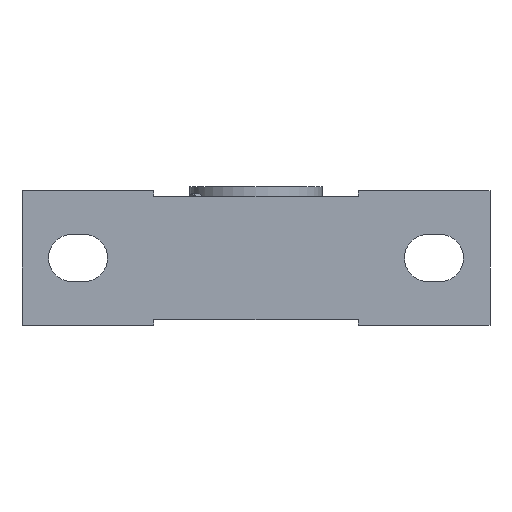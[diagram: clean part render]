
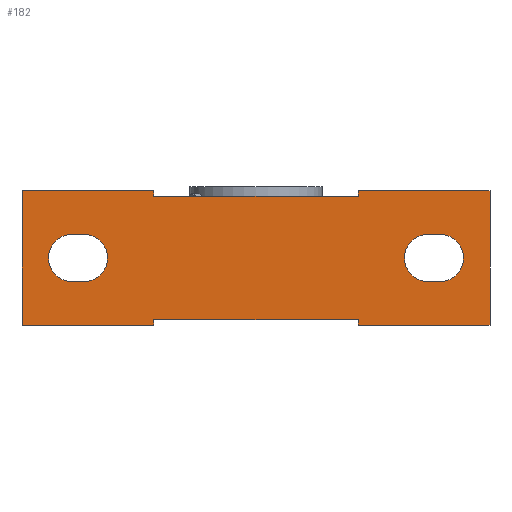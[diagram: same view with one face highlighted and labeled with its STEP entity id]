
A CAD part, front view. The second image highlights one B-rep face of the part: STEP entity #182.
In plain terms, the highlighted planar face has unit normal (0, -1, 0).
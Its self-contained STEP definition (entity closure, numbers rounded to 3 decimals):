
#182 = ADVANCED_FACE( '', ( #425, #426, #427 ), #428, .F. );
#425 = FACE_BOUND( '', #749, .T. );
#426 = FACE_BOUND( '', #750, .T. );
#427 = FACE_OUTER_BOUND( '', #751, .T. );
#428 = PLANE( '', #752 );
#749 = EDGE_LOOP( '', ( #1170, #1171, #1172, #1173 ) );
#750 = EDGE_LOOP( '', ( #1174, #1175, #1176, #1177 ) );
#751 = EDGE_LOOP( '', ( #1178, #1179, #1180, #1181, #1182, #1183, #1184, #1185, #1186, #1187, #1188, #1189 ) );
#752 = AXIS2_PLACEMENT_3D( '', #1190, #1191, #1192 );
#1170 = ORIENTED_EDGE( '', *, *, #1845, .T. );
#1171 = ORIENTED_EDGE( '', *, *, #1846, .T. );
#1172 = ORIENTED_EDGE( '', *, *, #1847, .T. );
#1173 = ORIENTED_EDGE( '', *, *, #1848, .T. );
#1174 = ORIENTED_EDGE( '', *, *, #1849, .T. );
#1175 = ORIENTED_EDGE( '', *, *, #1850, .T. );
#1176 = ORIENTED_EDGE( '', *, *, #1851, .T. );
#1177 = ORIENTED_EDGE( '', *, *, #1852, .T. );
#1178 = ORIENTED_EDGE( '', *, *, #1768, .F. );
#1179 = ORIENTED_EDGE( '', *, *, #1853, .F. );
#1180 = ORIENTED_EDGE( '', *, *, #1841, .F. );
#1181 = ORIENTED_EDGE( '', *, *, #1854, .F. );
#1182 = ORIENTED_EDGE( '', *, *, #1819, .F. );
#1183 = ORIENTED_EDGE( '', *, *, #1811, .F. );
#1184 = ORIENTED_EDGE( '', *, *, #1855, .F. );
#1185 = ORIENTED_EDGE( '', *, *, #1806, .F. );
#1186 = ORIENTED_EDGE( '', *, *, #1856, .F. );
#1187 = ORIENTED_EDGE( '', *, *, #1754, .F. );
#1188 = ORIENTED_EDGE( '', *, *, #1857, .F. );
#1189 = ORIENTED_EDGE( '', *, *, #1858, .F. );
#1190 = CARTESIAN_POINT( '', ( 0., -47.6, 0. ) );
#1191 = DIRECTION( '', ( 0., 1., 0. ) );
#1192 = DIRECTION( '', ( 0., 0., 1. ) );
#1754 = EDGE_CURVE( '', #2051, #2053, #2054, .T. );
#1768 = EDGE_CURVE( '', #2078, #2079, #2080, .T. );
#1806 = EDGE_CURVE( '', #2140, #2141, #2142, .T. );
#1811 = EDGE_CURVE( '', #2149, #2150, #2151, .T. );
#1819 = EDGE_CURVE( '', #2150, #2163, #2164, .T. );
#1841 = EDGE_CURVE( '', #2198, #2199, #2200, .T. );
#1845 = EDGE_CURVE( '', #2204, #2205, #2206, .T. );
#1846 = EDGE_CURVE( '', #2205, #2207, #2208, .T. );
#1847 = EDGE_CURVE( '', #2207, #2209, #2210, .T. );
#1848 = EDGE_CURVE( '', #2209, #2204, #2211, .T. );
#1849 = EDGE_CURVE( '', #2212, #2213, #2214, .T. );
#1850 = EDGE_CURVE( '', #2213, #2215, #2216, .T. );
#1851 = EDGE_CURVE( '', #2215, #2217, #2218, .T. );
#1852 = EDGE_CURVE( '', #2217, #2212, #2219, .T. );
#1853 = EDGE_CURVE( '', #2199, #2078, #2220, .T. );
#1854 = EDGE_CURVE( '', #2163, #2198, #2221, .T. );
#1855 = EDGE_CURVE( '', #2141, #2149, #2222, .T. );
#1856 = EDGE_CURVE( '', #2053, #2140, #2223, .T. );
#1857 = EDGE_CURVE( '', #2224, #2051, #2225, .T. );
#1858 = EDGE_CURVE( '', #2079, #2224, #2226, .T. );
#2051 = VERTEX_POINT( '', #2489 );
#2053 = VERTEX_POINT( '', #2492 );
#2054 = LINE( '', #2493, #2494 );
#2078 = VERTEX_POINT( '', #2540 );
#2079 = VERTEX_POINT( '', #2541 );
#2080 = LINE( '', #2542, #2543 );
#2140 = VERTEX_POINT( '', #2702 );
#2141 = VERTEX_POINT( '', #2703 );
#2142 = LINE( '', #2704, #2705 );
#2149 = VERTEX_POINT( '', #2715 );
#2150 = VERTEX_POINT( '', #2716 );
#2151 = LINE( '', #2717, #2718 );
#2163 = VERTEX_POINT( '', #2733 );
#2164 = LINE( '', #2734, #2735 );
#2198 = VERTEX_POINT( '', #2859 );
#2199 = VERTEX_POINT( '', #2860 );
#2200 = LINE( '', #2861, #2862 );
#2204 = VERTEX_POINT( '', #2868 );
#2205 = VERTEX_POINT( '', #2869 );
#2206 = LINE( '', #2870, #2871 );
#2207 = VERTEX_POINT( '', #2872 );
#2208 = CIRCLE( '', #2873, 8.5 );
#2209 = VERTEX_POINT( '', #2874 );
#2210 = LINE( '', #2875, #2876 );
#2211 = CIRCLE( '', #2877, 8.5 );
#2212 = VERTEX_POINT( '', #2878 );
#2213 = VERTEX_POINT( '', #2879 );
#2214 = LINE( '', #2880, #2881 );
#2215 = VERTEX_POINT( '', #2882 );
#2216 = CIRCLE( '', #2883, 8.5 );
#2217 = VERTEX_POINT( '', #2884 );
#2218 = LINE( '', #2885, #2886 );
#2219 = CIRCLE( '', #2887, 8.5 );
#2220 = LINE( '', #2888, #2889 );
#2221 = LINE( '', #2890, #2891 );
#2222 = LINE( '', #2892, #2893 );
#2223 = LINE( '', #2894, #2895 );
#2224 = VERTEX_POINT( '', #2896 );
#2225 = LINE( '', #2897, #2898 );
#2226 = LINE( '', #2899, #2900 );
#2489 = CARTESIAN_POINT( '', ( -36.5, -47.6, 22. ) );
#2492 = CARTESIAN_POINT( '', ( 36.5, -47.6, 22. ) );
#2493 = CARTESIAN_POINT( '', ( -36.5, -47.6, 22. ) );
#2494 = VECTOR( '', #3413, 1000. );
#2540 = CARTESIAN_POINT( '', ( -83.5, -47.6, -24. ) );
#2541 = CARTESIAN_POINT( '', ( -83.5, -47.6, 24. ) );
#2542 = CARTESIAN_POINT( '', ( -83.5, -47.6, -24. ) );
#2543 = VECTOR( '', #3423, 1000. );
#2702 = CARTESIAN_POINT( '', ( 36.5, -47.6, 24. ) );
#2703 = CARTESIAN_POINT( '', ( 83.5, -47.6, 24. ) );
#2704 = CARTESIAN_POINT( '', ( 36.5, -47.6, 24. ) );
#2705 = VECTOR( '', #3464, 1000. );
#2715 = CARTESIAN_POINT( '', ( 83.5, -47.6, -24. ) );
#2716 = CARTESIAN_POINT( '', ( 36.5, -47.6, -24. ) );
#2717 = CARTESIAN_POINT( '', ( 83.5, -47.6, -24. ) );
#2718 = VECTOR( '', #3468, 1000. );
#2733 = CARTESIAN_POINT( '', ( 36.5, -47.6, -22. ) );
#2734 = CARTESIAN_POINT( '', ( 36.5, -47.6, -24. ) );
#2735 = VECTOR( '', #3478, 1000. );
#2859 = CARTESIAN_POINT( '', ( -36.5, -47.6, -22. ) );
#2860 = CARTESIAN_POINT( '', ( -36.5, -47.6, -24. ) );
#2861 = CARTESIAN_POINT( '', ( -36.5, -47.6, -22. ) );
#2862 = VECTOR( '', #3495, 1000. );
#2868 = CARTESIAN_POINT( '', ( -61.5, -47.6, -8.5 ) );
#2869 = CARTESIAN_POINT( '', ( -65.5, -47.6, -8.5 ) );
#2870 = CARTESIAN_POINT( '', ( -61.5, -47.6, -8.5 ) );
#2871 = VECTOR( '', #3498, 1000. );
#2872 = CARTESIAN_POINT( '', ( -65.5, -47.6, 8.5 ) );
#2873 = AXIS2_PLACEMENT_3D( '', #3499, #3500, #3501 );
#2874 = CARTESIAN_POINT( '', ( -61.5, -47.6, 8.5 ) );
#2875 = CARTESIAN_POINT( '', ( -65.5, -47.6, 8.5 ) );
#2876 = VECTOR( '', #3502, 1000. );
#2877 = AXIS2_PLACEMENT_3D( '', #3503, #3504, #3505 );
#2878 = CARTESIAN_POINT( '', ( 65.5, -47.6, -8.5 ) );
#2879 = CARTESIAN_POINT( '', ( 61.5, -47.6, -8.5 ) );
#2880 = CARTESIAN_POINT( '', ( 65.5, -47.6, -8.5 ) );
#2881 = VECTOR( '', #3506, 1000. );
#2882 = CARTESIAN_POINT( '', ( 61.5, -47.6, 8.5 ) );
#2883 = AXIS2_PLACEMENT_3D( '', #3507, #3508, #3509 );
#2884 = CARTESIAN_POINT( '', ( 65.5, -47.6, 8.5 ) );
#2885 = CARTESIAN_POINT( '', ( 61.5, -47.6, 8.5 ) );
#2886 = VECTOR( '', #3510, 1000. );
#2887 = AXIS2_PLACEMENT_3D( '', #3511, #3512, #3513 );
#2888 = CARTESIAN_POINT( '', ( -36.5, -47.6, -24. ) );
#2889 = VECTOR( '', #3514, 1000. );
#2890 = CARTESIAN_POINT( '', ( 36.5, -47.6, -22. ) );
#2891 = VECTOR( '', #3515, 1000. );
#2892 = CARTESIAN_POINT( '', ( 83.5, -47.6, 24. ) );
#2893 = VECTOR( '', #3516, 1000. );
#2894 = CARTESIAN_POINT( '', ( 36.5, -47.6, 22. ) );
#2895 = VECTOR( '', #3517, 1000. );
#2896 = CARTESIAN_POINT( '', ( -36.5, -47.6, 24. ) );
#2897 = CARTESIAN_POINT( '', ( -36.5, -47.6, 24. ) );
#2898 = VECTOR( '', #3518, 1000. );
#2899 = CARTESIAN_POINT( '', ( -83.5, -47.6, 24. ) );
#2900 = VECTOR( '', #3519, 1000. );
#3413 = DIRECTION( '', ( 1., 0., 0. ) );
#3423 = DIRECTION( '', ( 0., 0., 1. ) );
#3464 = DIRECTION( '', ( 1., 0., 0. ) );
#3468 = DIRECTION( '', ( -1., 0., 0. ) );
#3478 = DIRECTION( '', ( 0., 0., 1. ) );
#3495 = DIRECTION( '', ( 0., 0., -1. ) );
#3498 = DIRECTION( '', ( -1., 0., 0. ) );
#3499 = CARTESIAN_POINT( '', ( -65.5, -47.6, 0. ) );
#3500 = DIRECTION( '', ( 0., 1., 0. ) );
#3501 = DIRECTION( '', ( 1., 0., 0. ) );
#3502 = DIRECTION( '', ( 1., 0., 0. ) );
#3503 = CARTESIAN_POINT( '', ( -61.5, -47.6, 0. ) );
#3504 = DIRECTION( '', ( 0., 1., 0. ) );
#3505 = DIRECTION( '', ( 1., 0., 0. ) );
#3506 = DIRECTION( '', ( -1., 0., 0. ) );
#3507 = CARTESIAN_POINT( '', ( 61.5, -47.6, 0. ) );
#3508 = DIRECTION( '', ( 0., 1., 0. ) );
#3509 = DIRECTION( '', ( 1., 0., 0. ) );
#3510 = DIRECTION( '', ( 1., 0., 0. ) );
#3511 = CARTESIAN_POINT( '', ( 65.5, -47.6, 0. ) );
#3512 = DIRECTION( '', ( 0., 1., 0. ) );
#3513 = DIRECTION( '', ( 1., 0., 0. ) );
#3514 = DIRECTION( '', ( -1., 0., 0. ) );
#3515 = DIRECTION( '', ( -1., 0., 0. ) );
#3516 = DIRECTION( '', ( 0., 0., -1. ) );
#3517 = DIRECTION( '', ( 0., 0., 1. ) );
#3518 = DIRECTION( '', ( 0., 0., -1. ) );
#3519 = DIRECTION( '', ( 1., 0., 0. ) );
